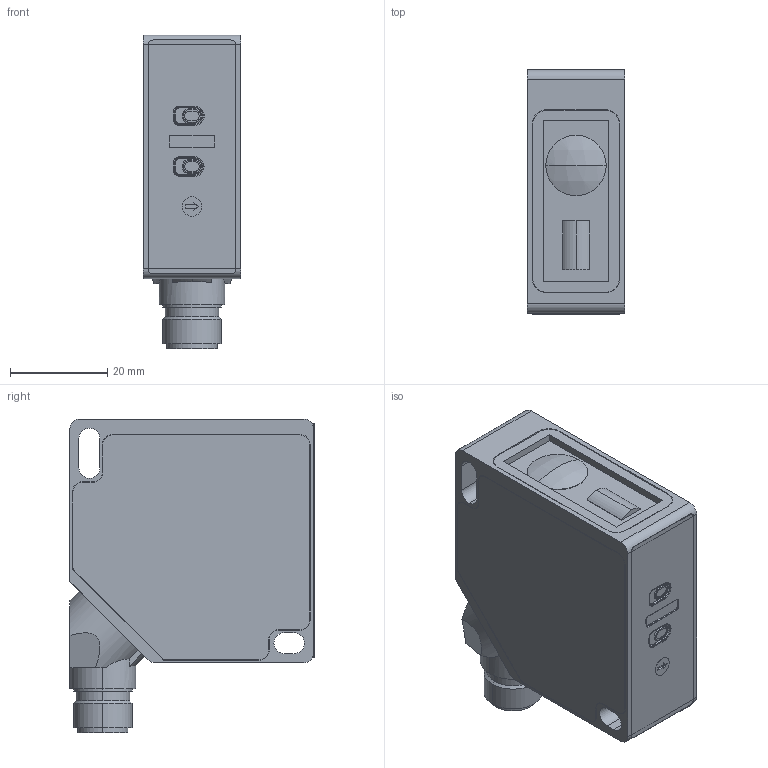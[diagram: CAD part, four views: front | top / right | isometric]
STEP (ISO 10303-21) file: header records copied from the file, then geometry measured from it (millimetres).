
FILE_DESCRIPTION (( 'STEP AP214' ), '1' );
FILE_NAME ('OPT2007.STEP', '2014-02-11T14:37:15', ( '' ), ( '' ), 'SwSTEP 2.0', 'SolidWorks 2013', '' );
FILE_SCHEMA (( 'AUTOMOTIVE_DESIGN' ));
Length unit declared in the file: millimetre
Products named in the file (1): OPT2007
Bounding box: 20 x 50.1 x 64.43 mm (x, y, z)
Volume: 48651.8 mm3; surface area: 15994.9 mm2
Topology: 12 solids, 12 shells, 289 faces, 720 edges, 476 vertices
Faces by surface type: plane 147, cylinder 128, torus 10, sphere 2, cone 2
Entity records: 10836 total; most frequent: DIRECTION 1564, CARTESIAN_POINT 1553, ORIENTED_EDGE 1440, EDGE_CURVE 720, AXIS2_PLACEMENT_3D 565, VERTEX_POINT 476, LINE 434, VECTOR 434
